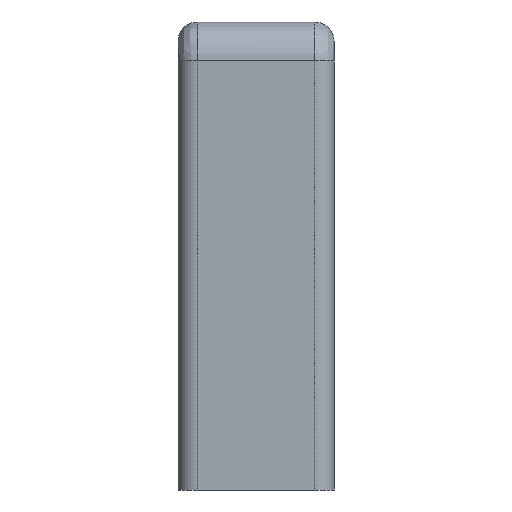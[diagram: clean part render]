
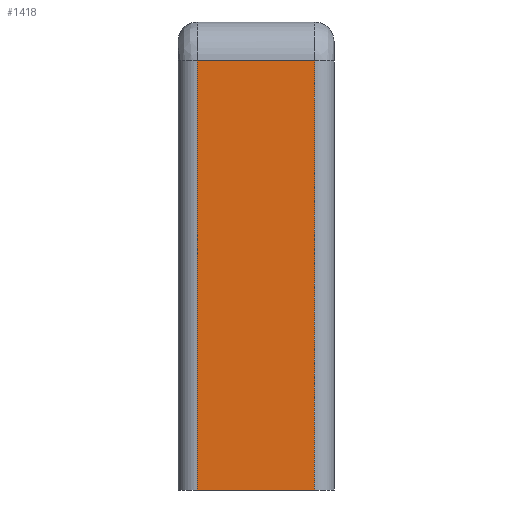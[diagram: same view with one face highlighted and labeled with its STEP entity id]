
A CAD part, front view. The second image highlights one B-rep face of the part: STEP entity #1418.
In plain terms, the highlighted planar face has unit normal (0, -1, 0).
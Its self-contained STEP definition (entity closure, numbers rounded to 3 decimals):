
#200=FACE_OUTER_BOUND('',#292,.T.);
#292=EDGE_LOOP('',(#1159,#1160,#1161,#1162));
#401=LINE('',#2176,#525);
#435=LINE('',#2484,#559);
#436=LINE('',#2486,#560);
#437=LINE('',#2487,#561);
#525=VECTOR('',#1762,10.);
#559=VECTOR('',#1880,10.);
#560=VECTOR('',#1881,10.);
#561=VECTOR('',#1882,10.);
#634=VERTEX_POINT('',#2173);
#635=VERTEX_POINT('',#2175);
#682=VERTEX_POINT('',#2458);
#686=VERTEX_POINT('',#2485);
#788=EDGE_CURVE('',#635,#634,#401,.T.);
#857=EDGE_CURVE('',#682,#634,#435,.T.);
#858=EDGE_CURVE('',#686,#682,#436,.T.);
#859=EDGE_CURVE('',#635,#686,#437,.T.);
#1159=ORIENTED_EDGE('',*,*,#857,.F.);
#1160=ORIENTED_EDGE('',*,*,#858,.F.);
#1161=ORIENTED_EDGE('',*,*,#859,.F.);
#1162=ORIENTED_EDGE('',*,*,#788,.T.);
#1363=PLANE('',#1552);
#1418=ADVANCED_FACE('',(#200),#1363,.T.);
#1552=AXIS2_PLACEMENT_3D('',#2483,#1878,#1879);
#1762=DIRECTION('',(1.,0.,0.));
#1878=DIRECTION('center_axis',(0.,-1.,0.));
#1879=DIRECTION('ref_axis',(0.,0.,-1.));
#1880=DIRECTION('',(0.,0.,-1.));
#1881=DIRECTION('',(1.,0.,0.));
#1882=DIRECTION('',(0.,0.,1.));
#2173=CARTESIAN_POINT('',(7.5,0.,0.));
#2175=CARTESIAN_POINT('',(-7.5,0.,0.));
#2176=CARTESIAN_POINT('',(0.,0.,0.));
#2458=CARTESIAN_POINT('',(7.5,0.,55.));
#2483=CARTESIAN_POINT('Origin',(0.,0.,60.));
#2484=CARTESIAN_POINT('',(7.5,0.,45.));
#2485=CARTESIAN_POINT('',(-7.5,0.,55.));
#2486=CARTESIAN_POINT('',(0.,0.,55.));
#2487=CARTESIAN_POINT('',(-7.5,0.,45.));
